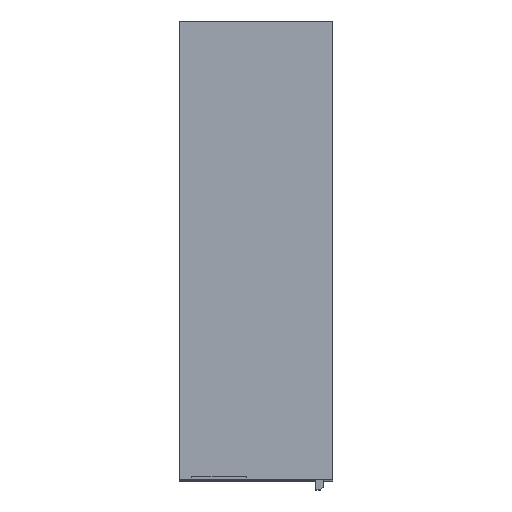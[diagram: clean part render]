
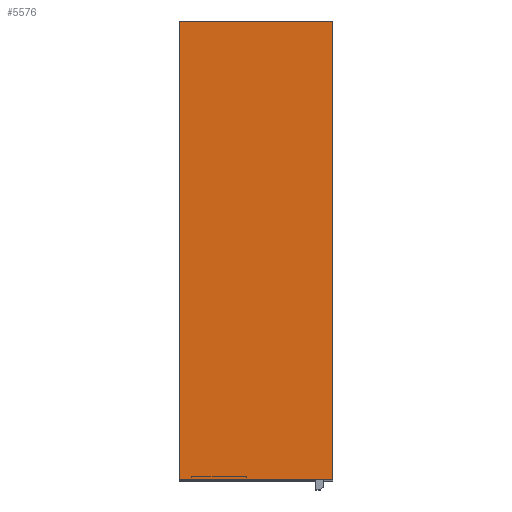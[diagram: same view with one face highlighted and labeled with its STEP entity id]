
A CAD part, top view. The second image highlights one B-rep face of the part: STEP entity #5576.
In plain terms, the highlighted planar face has unit normal (0, 0, 1).
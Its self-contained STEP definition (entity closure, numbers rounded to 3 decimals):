
#5576=ADVANCED_FACE('',(#7055),#6252,.T.);
#6252=PLANE('',#21342);
#7055=FACE_OUTER_BOUND('',#7920,.T.);
#7920=EDGE_LOOP('',(#12096,#12097,#12098,#12099));
#12096=ORIENTED_EDGE('',*,*,#16405,.T.);
#12097=ORIENTED_EDGE('',*,*,#16406,.F.);
#12098=ORIENTED_EDGE('',*,*,#15538,.F.);
#12099=ORIENTED_EDGE('',*,*,#14354,.T.);
#12808=VERTEX_POINT('',#25460);
#12809=VERTEX_POINT('',#25462);
#13645=VERTEX_POINT('',#28173);
#14167=VERTEX_POINT('',#32440);
#14354=EDGE_CURVE('',#12809,#12808,#16717,.T.);
#15538=EDGE_CURVE('',#12809,#13645,#17741,.T.);
#16405=EDGE_CURVE('',#12808,#14167,#18320,.T.);
#16406=EDGE_CURVE('',#13645,#14167,#18321,.T.);
#16717=LINE('',#25461,#18571);
#17741=LINE('',#28172,#19595);
#18320=LINE('',#32441,#20174);
#18321=LINE('',#32443,#20175);
#18571=VECTOR('',#21492,1.);
#19595=VECTOR('',#23418,1.);
#20174=VECTOR('',#24895,1.);
#20175=VECTOR('',#24898,1.);
#21342=AXIS2_PLACEMENT_3D('',#32444,#24899,#24900);
#21492=DIRECTION('',(1.,0.,0.));
#23418=DIRECTION('',(0.,1.,0.));
#24895=DIRECTION('',(0.,1.,0.));
#24898=DIRECTION('',(1.,0.,0.));
#24899=DIRECTION('',(0.,0.,1.));
#24900=DIRECTION('',(-1.,0.,0.));
#25460=CARTESIAN_POINT('',(15.95,-4.77,55.));
#25461=CARTESIAN_POINT('',(0.,-4.77,55.));
#25462=CARTESIAN_POINT('',(0.,-4.77,55.));
#28172=CARTESIAN_POINT('',(0.,-4.77,55.));
#28173=CARTESIAN_POINT('',(0.,42.58,55.));
#32440=CARTESIAN_POINT('',(15.95,42.58,55.));
#32441=CARTESIAN_POINT('',(15.95,-4.77,55.));
#32443=CARTESIAN_POINT('',(0.,42.58,55.));
#32444=CARTESIAN_POINT('',(0.,-4.77,55.));
